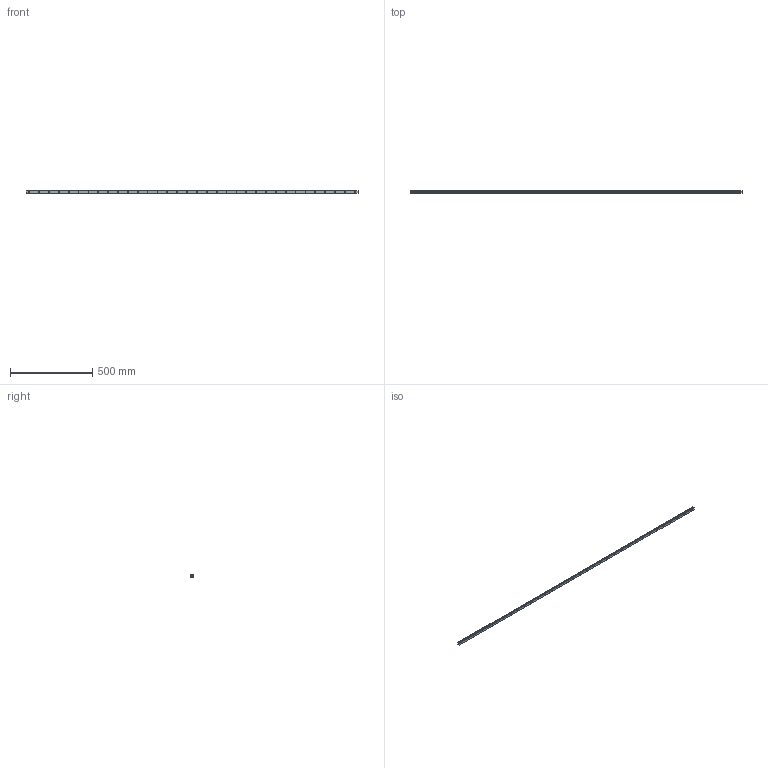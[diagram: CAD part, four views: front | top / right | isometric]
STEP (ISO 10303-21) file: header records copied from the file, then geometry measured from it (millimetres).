
FILE_DESCRIPTION (( 'STEP AP214' ), '1' );
FILE_NAME ('SSR15XTB1SS-2020LY_G20_0_PB1021B_981-55_0_0_0.STEP', '2021-06-24T12:40:56', ( '' ), ( '' ), 'SwSTEP 2.0', 'SolidWorks 2021', '' );
FILE_SCHEMA (( 'AUTOMOTIVE_DESIGN' ));
Length unit declared in the file: millimetre
Products named in the file (2): _SSR15XTBY202020Y Track; SSR15XTB1SS-2020LY_G20_0_PB1021B_981-55_0_0_0
Assembly tree (1 placements, depth 2):
  SSR15XTB1SS-2020LY_G20_0_PB1021B_981-55_0_0_0
    _SSR15XTBY202020Y Track
Bounding box: 2020 x 12.5 x 15 mm (x, y, z)
Volume: 327787.7 mm3; surface area: 123184 mm2
Topology: 1 solids, 1 shells, 198 faces, 486 edges, 324 vertices
Faces by surface type: cylinder 144, plane 54
Entity records: 6200 total; most frequent: DIRECTION 1178, CARTESIAN_POINT 1012, ORIENTED_EDGE 972, AXIS2_PLACEMENT_3D 490, EDGE_CURVE 486, VERTEX_POINT 324, EDGE_LOOP 300, CIRCLE 288
